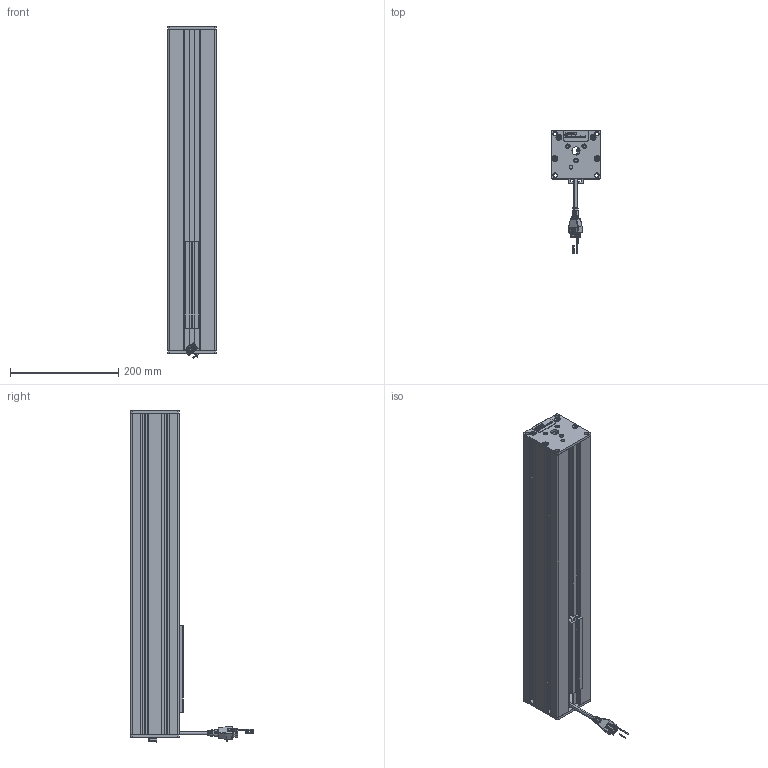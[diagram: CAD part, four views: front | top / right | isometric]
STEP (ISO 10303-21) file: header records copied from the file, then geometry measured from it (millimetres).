
FILE_DESCRIPTION (( 'STEP AP214' ), '1' );
FILE_NAME ('modell-IK90.STEP', '2023-08-30T10:30:42', ( '' ), ( '' ), 'SwSTEP 2.0', 'SolidWorks 2021', '' );
FILE_SCHEMA (( 'AUTOMOTIVE_DESIGN' ));
Length unit declared in the file: millimetre
Products named in the file (16): Terminal, brass-TS1100802; modell-IK90; DIN 912 M6 x 6 --- 6N - 8.8 verz._DIN 912 M6 x 6 --- 6N - 8.8 verz.; Säule oben; EZ03131_L„nge: 160mm; DIN 912 M4 x 5 --- 5N - 8.8 verz._DIN 912 M4 x 5 --- 5N - 8.8 verz.; vergossene Zugentlastung für Molex-Stecker 39-01-2080; EZ03119_Kopfplatte; EZ02360_Einbau-Version kurz; EZ03118_Fuáplatte; DIN EN ISO 7046-1 - M5 x 30 - Z - 30N - St verz._DIN EN ISO 7046-1 - M5 x 30 - Z - 30N - St verz.; MOLEX - 39-01-2080 - Buchsengehäuse 8-pol.; Washer DIN 125 - B 4.3 - 140HV verz._Washer DIN 125 - B 4.3 - 140HV verz.; MOLEX Buchsenkontakt 39000038 f黵 Buchse-39012080; Kabel^EZ02360_L„nge: Einbau-Version kurz (100mm); EZ03130_L„nge: 595mm
Assembly tree (34 placements, depth 3):
  modell-IK90
    DIN 912 M4 x 5 --- 5N - 8.8 verz._DIN 912 M4 x 5 --- 5N - 8.8 verz.  x2
    Washer DIN 125 - B 4.3 - 140HV verz._Washer DIN 125 - B 4.3 - 140HV verz.  x2
    EZ03118_Fuáplatte
    DIN 912 M6 x 6 --- 6N - 8.8 verz._DIN 912 M6 x 6 --- 6N - 8.8 verz.  x2
    EZ03131_L„nge: 160mm
    EZ03130_L„nge: 595mm
    EZ03119_Kopfplatte
    EZ02360_Einbau-Version kurz
      Kabel^EZ02360_L„nge: Einbau-Version kurz (100mm)
      MOLEX - 39-01-2080 - Buchsengehäuse 8-pol.
      MOLEX Buchsenkontakt 39000038 f黵 Buchse-39012080  x7
      vergossene Zugentlastung für Molex-Stecker 39-01-2080
      Terminal, brass-TS1100802  x4
    DIN EN ISO 7046-1 - M5 x 30 - Z - 30N - St verz._DIN EN ISO 7046-1 - M5 x 30 - Z - 30N - St verz.  x8
    Säule oben
Bounding box: 90 x 227.96 x 614.11 mm (x, y, z)
Volume: 1203834.5 mm3; surface area: 841007.5 mm2
Topology: 33 solids, 33 shells, 2250 faces, 6178 edges, 3974 vertices
Faces by surface type: plane 1186, cylinder 797, bspline 137, cone 60, torus 36, sphere 34
Entity records: 65371 total; most frequent: CARTESIAN_POINT 18166, ORIENTED_EDGE 9960, DIRECTION 9434, EDGE_CURVE 4980, VERTEX_POINT 3254, VECTOR 3218, LINE 3218, AXIS2_PLACEMENT_3D 3108
